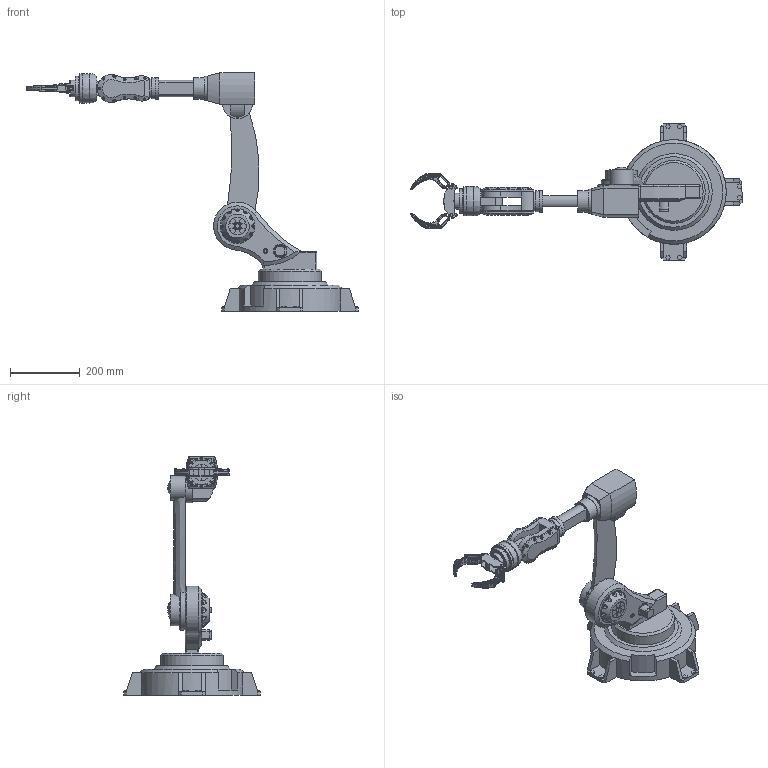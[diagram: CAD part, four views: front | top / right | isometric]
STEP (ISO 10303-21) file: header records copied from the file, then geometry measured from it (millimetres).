
FILE_DESCRIPTION(/* description */ ('','CAx-IF Rec.Pracs.---Representation and Presentation of Product Manufacturing Information (PMI)---4.0---2014-10-13'),/* implementation_level */ '2;1');
FILE_NAME(/* name */ 'robotic_arm v7.step',/* time_stamp */ '2025-03-18T18:18:16+05:30',/* author */ (''),/* organization */ (''),/* preprocessor_version */ 'ST-DEVELOPER v20',/* originating_system */ 'Autodesk Translation Framework v13.20.0.188',/* authorisation */ '');
FILE_SCHEMA (('AP242_MANAGED_MODEL_BASED_3D_ENGINEERING_MIM_LF { 1 0 10303 442 1 1 4 }'));
Products named in the file (11): robotic_arm; old_component (1); old_component (2); old_component (3); old_component (4); old_component; old_component (5); old_component (6); old_component (7); old_component (9); jaw7.2_1
Assembly tree (10 placements, depth 2):
  robotic_arm
    old_component (1)
    old_component (2)
    old_component (3)
    old_component (4)
    old_component
    old_component (5)
    old_component (6)
    old_component (7)
    old_component (9)
    jaw7.2_1
Bounding box: 951.02 x 390.47 x 683.25 mm (x, y, z)
Volume: 11728468.5 mm3; surface area: 826143.2 mm2
Topology: 13 solids, 13 shells, 1762 faces, 4230 edges, 2776 vertices
Faces by surface type: plane 983, cylinder 679, bspline 50, cone 45, torus 3, sphere 2
Full cylindrical faces by diameter (mm): 2.5 x22, 3 x28, 3.2 x12, 4.5 x38, 4.857 x24, 5 x12, 6 x25, 6.429 x6, 6.904 x3, 7 x26, 7.857 x3, 8.714 x12, 9 x15, 12.857 x3, 13 x1, 16.143 x3, 20 x6, 30 x8, 35.741 x1, 38.184 x1, 45 x1, 47 x1, 50 x2, 54 x1, 55 x1, 60 x2, 62 x2, 69 x1, 70 x3, 79 x1
Entity records: 54629 total; most frequent: CARTESIAN_POINT 11889, DIRECTION 9298, ORIENTED_EDGE 8434, EDGE_CURVE 4217, AXIS2_PLACEMENT_3D 3597, VERTEX_POINT 2772, LINE 2104, VECTOR 2104
